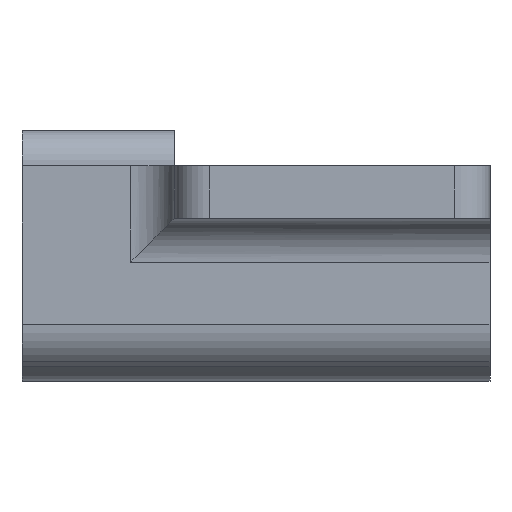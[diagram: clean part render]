
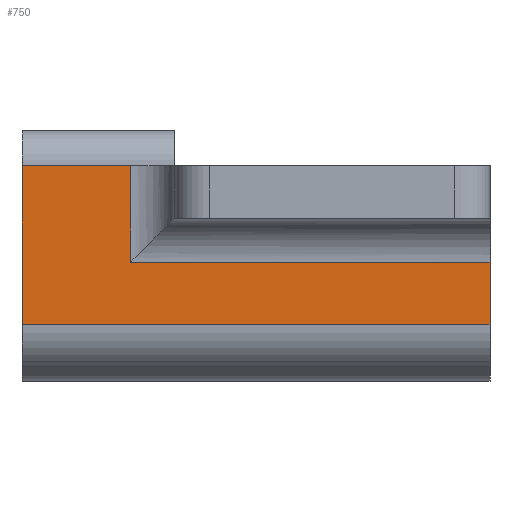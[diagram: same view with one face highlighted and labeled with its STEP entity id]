
A CAD part, left-side view. The second image highlights one B-rep face of the part: STEP entity #750.
In plain terms, the highlighted planar face has unit normal (-1, 0, 0).
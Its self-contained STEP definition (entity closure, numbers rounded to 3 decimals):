
#101=CARTESIAN_POINT('',(13.8,84.7,27.05));
#102=VERTEX_POINT('',#101);
#496=CARTESIAN_POINT('',(13.8,58.,21.55));
#497=VERTEX_POINT('',#496);
#505=CARTESIAN_POINT('',(13.8,58.,17.993));
#506=VERTEX_POINT('',#505);
#507=CARTESIAN_POINT('',(13.8,58.,21.55));
#508=DIRECTION('',(0.,0.,-1.));
#509=VECTOR('',#508,3.557);
#510=LINE('',#507,#509);
#511=EDGE_CURVE('',#497,#506,#510,.T.);
#706=CARTESIAN_POINT('',(13.8,65.3,21.95));
#707=DIRECTION('',(-1.,0.,0.));
#708=DIRECTION('',(-0.,-1.,0.));
#709=AXIS2_PLACEMENT_3D('',#706,#707,#708);
#710=PLANE('',#709);
#711=CARTESIAN_POINT('',(13.8,84.7,17.993));
#712=VERTEX_POINT('',#711);
#713=CARTESIAN_POINT('',(13.8,84.7,27.05));
#714=DIRECTION('',(0.,0.,-1.));
#715=VECTOR('',#714,9.057);
#716=LINE('',#713,#715);
#717=EDGE_CURVE('',#102,#712,#716,.T.);
#718=ORIENTED_EDGE('',*,*,#717,.T.);
#719=CARTESIAN_POINT('',(13.8,84.7,17.993));
#720=DIRECTION('',(-0.,-1.,-0.));
#721=VECTOR('',#720,26.7);
#722=LINE('',#719,#721);
#723=EDGE_CURVE('',#712,#506,#722,.T.);
#724=ORIENTED_EDGE('',*,*,#723,.T.);
#725=ORIENTED_EDGE('',*,*,#511,.F.);
#726=CARTESIAN_POINT('',(13.8,78.5,21.55));
#727=VERTEX_POINT('',#726);
#728=CARTESIAN_POINT('',(13.8,58.,21.55));
#729=DIRECTION('',(0.,1.,-0.));
#730=VECTOR('',#729,20.5);
#731=LINE('',#728,#730);
#732=EDGE_CURVE('',#497,#727,#731,.T.);
#733=ORIENTED_EDGE('',*,*,#732,.T.);
#734=CARTESIAN_POINT('',(13.8,78.5,27.05));
#735=VERTEX_POINT('',#734);
#736=CARTESIAN_POINT('',(13.8,78.5,21.55));
#737=DIRECTION('',(-0.,-0.,1.));
#738=VECTOR('',#737,5.5);
#739=LINE('',#736,#738);
#740=EDGE_CURVE('',#727,#735,#739,.T.);
#741=ORIENTED_EDGE('',*,*,#740,.T.);
#742=CARTESIAN_POINT('',(13.8,78.5,27.05));
#743=DIRECTION('',(0.,1.,-0.));
#744=VECTOR('',#743,6.2);
#745=LINE('',#742,#744);
#746=EDGE_CURVE('',#735,#102,#745,.T.);
#747=ORIENTED_EDGE('',*,*,#746,.T.);
#748=EDGE_LOOP('',(#718,#724,#725,#733,#741,#747));
#749=FACE_BOUND('',#748,.T.);
#750=ADVANCED_FACE('',(#749),#710,.T.);
